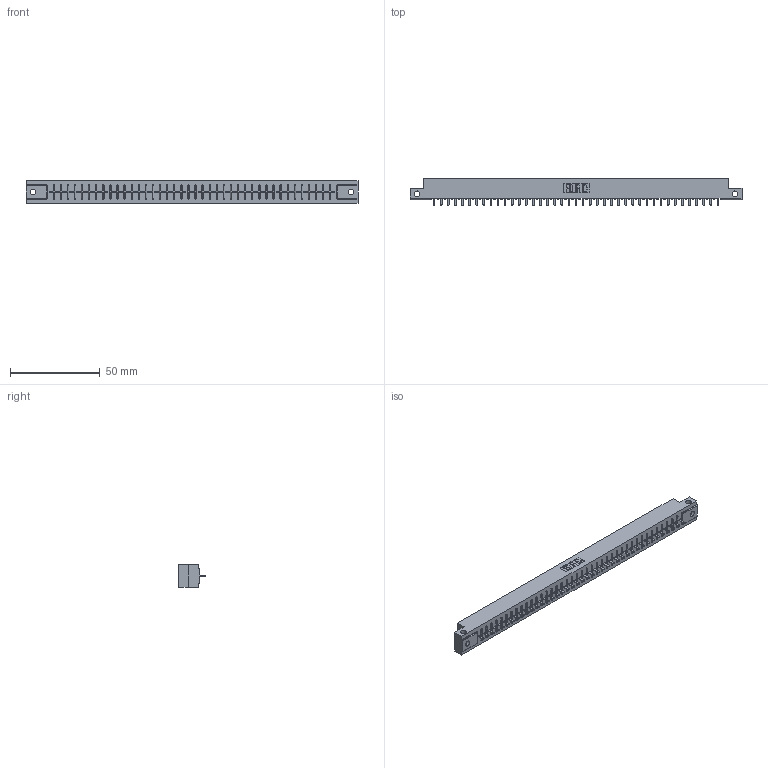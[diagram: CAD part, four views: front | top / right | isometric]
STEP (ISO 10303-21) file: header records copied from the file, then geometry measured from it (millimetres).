
FILE_DESCRIPTION (( 'STEP AP203' ), '1' );
FILE_NAME ('306-041-521-112.STEP', '2020-09-20T20:13:29', ( '' ), ( '' ), 'SwSTEP 2.0', 'SolidWorks 2020', '' );
FILE_SCHEMA (( 'CONFIG_CONTROL_DESIGN' ));
Length unit declared in the file: inch
Products named in the file (3): 306-041-521-112; 306-290-001_121; 306 Part_.128 Dia
Assembly tree (42 placements, depth 2):
  306-041-521-112
    306 Part_.128 Dia
    306-290-001_121  x41
Bounding box: 185.47 x 14.88 x 12.7 mm (x, y, z)
Volume: 20247.4 mm3; surface area: 20509.8 mm2
Topology: 42 solids, 42 shells, 2998 faces, 8429 edges, 5394 vertices
Faces by surface type: plane 1995, cylinder 839, sphere 164
Entity records: 38726 total; most frequent: CARTESIAN_POINT 6550, ORIENTED_EDGE 6450, DIRECTION 6397, EDGE_CURVE 3225, VECTOR 2507, LINE 2507, VERTEX_POINT 2034, AXIS2_PLACEMENT_3D 1945
